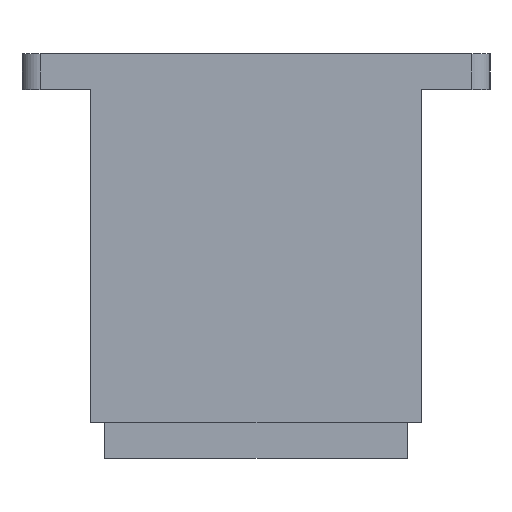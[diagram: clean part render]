
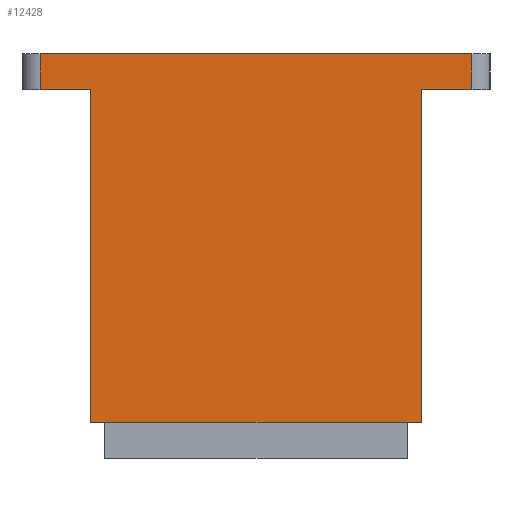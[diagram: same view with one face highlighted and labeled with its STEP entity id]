
A CAD part, left-side view. The second image highlights one B-rep face of the part: STEP entity #12428.
In plain terms, the highlighted planar face has unit normal (-1, 0, 0).
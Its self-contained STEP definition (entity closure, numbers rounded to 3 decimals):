
#394=PLANE('',#13120);
#779=LINE('',#17628,#1685);
#780=LINE('',#17630,#1686);
#781=LINE('',#17632,#1687);
#782=LINE('',#17634,#1688);
#783=LINE('',#17636,#1689);
#784=LINE('',#17638,#1690);
#785=LINE('',#17640,#1691);
#786=LINE('',#17642,#1692);
#787=LINE('',#17644,#1693);
#788=LINE('',#17646,#1694);
#1685=VECTOR('',#14324,1000.);
#1686=VECTOR('',#14327,1000.);
#1687=VECTOR('',#14328,1000.);
#1688=VECTOR('',#14329,1000.);
#1689=VECTOR('',#14330,1000.);
#1690=VECTOR('',#14331,1000.);
#1691=VECTOR('',#14332,1000.);
#1692=VECTOR('',#14333,1000.);
#1693=VECTOR('',#14334,1000.);
#1694=VECTOR('',#14335,1000.);
#2594=ORIENTED_EDGE('',*,*,#5565,.F.);
#2595=ORIENTED_EDGE('',*,*,#5566,.F.);
#2596=ORIENTED_EDGE('',*,*,#5567,.F.);
#2597=ORIENTED_EDGE('',*,*,#5568,.F.);
#2598=ORIENTED_EDGE('',*,*,#5569,.F.);
#2599=ORIENTED_EDGE('',*,*,#5570,.F.);
#2600=ORIENTED_EDGE('',*,*,#5571,.T.);
#2601=ORIENTED_EDGE('',*,*,#5572,.F.);
#2602=ORIENTED_EDGE('',*,*,#5573,.F.);
#2603=ORIENTED_EDGE('',*,*,#5574,.T.);
#5565=EDGE_CURVE('',#7051,#7048,#779,.T.);
#5566=EDGE_CURVE('',#7052,#7051,#780,.T.);
#5567=EDGE_CURVE('',#7053,#7052,#781,.T.);
#5568=EDGE_CURVE('',#7054,#7053,#782,.T.);
#5569=EDGE_CURVE('',#7055,#7054,#783,.T.);
#5570=EDGE_CURVE('',#7056,#7055,#784,.T.);
#5571=EDGE_CURVE('',#7056,#7057,#785,.T.);
#5572=EDGE_CURVE('',#7058,#7057,#786,.T.);
#5573=EDGE_CURVE('',#7059,#7058,#787,.T.);
#5574=EDGE_CURVE('',#7059,#7048,#788,.T.);
#7048=VERTEX_POINT('',#17622);
#7051=VERTEX_POINT('',#17627);
#7052=VERTEX_POINT('',#17631);
#7053=VERTEX_POINT('',#17633);
#7054=VERTEX_POINT('',#17635);
#7055=VERTEX_POINT('',#17637);
#7056=VERTEX_POINT('',#17639);
#7057=VERTEX_POINT('',#17641);
#7058=VERTEX_POINT('',#17643);
#7059=VERTEX_POINT('',#17645);
#8607=EDGE_LOOP('',(#2594,#2595,#2596,#2597,#2598,#2599,#2600,#2601,#2602,
#2603));
#9519=FACE_BOUND('',#8607,.T.);
#12428=ADVANCED_FACE('',(#9519),#394,.T.);
#13120=AXIS2_PLACEMENT_3D('',#17629,#14325,#14326);
#14324=DIRECTION('',(0.,0.,1.));
#14325=DIRECTION('',(-1.,0.,0.));
#14326=DIRECTION('',(0.,0.,1.));
#14327=DIRECTION('',(0.,1.,0.));
#14328=DIRECTION('',(0.,0.,1.));
#14329=DIRECTION('',(0.,1.,0.));
#14330=DIRECTION('',(0.,1.,0.));
#14331=DIRECTION('',(0.,1.,0.));
#14332=DIRECTION('',(0.,0.,1.));
#14333=DIRECTION('',(0.,1.,0.));
#14334=DIRECTION('',(0.,0.,-1.));
#14335=DIRECTION('',(0.,1.,0.));
#17622=CARTESIAN_POINT('',(-10.281,92.551,112.5));
#17627=CARTESIAN_POINT('',(-10.281,92.551,102.5));
#17628=CARTESIAN_POINT('',(-10.281,92.551,56.25));
#17629=CARTESIAN_POINT('',(-10.281,-13.449,10.));
#17630=CARTESIAN_POINT('',(-10.281,-32.449,102.5));
#17631=CARTESIAN_POINT('',(-10.281,78.551,102.5));
#17632=CARTESIAN_POINT('',(-10.281,78.551,10.));
#17633=CARTESIAN_POINT('',(-10.281,78.551,10.));
#17634=CARTESIAN_POINT('',(-10.281,-13.449,10.));
#17635=CARTESIAN_POINT('',(-10.281,74.551,10.));
#17636=CARTESIAN_POINT('',(-10.281,9.551,10.));
#17637=CARTESIAN_POINT('',(-10.281,-9.449,10.));
#17638=CARTESIAN_POINT('',(-10.281,-13.449,10.));
#17639=CARTESIAN_POINT('',(-10.281,-13.449,10.));
#17640=CARTESIAN_POINT('',(-10.281,-13.449,10.));
#17641=CARTESIAN_POINT('',(-10.281,-13.449,102.5));
#17642=CARTESIAN_POINT('',(-10.281,-32.449,102.5));
#17643=CARTESIAN_POINT('',(-10.281,-27.449,102.5));
#17644=CARTESIAN_POINT('',(-10.281,-27.449,56.25));
#17645=CARTESIAN_POINT('',(-10.281,-27.449,112.5));
#17646=CARTESIAN_POINT('',(-10.281,-32.449,112.5));
